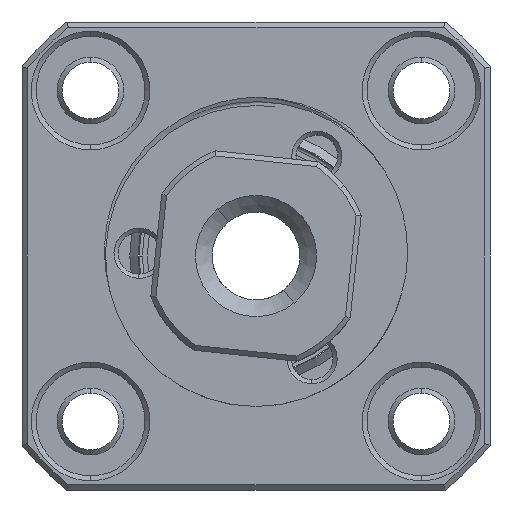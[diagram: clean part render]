
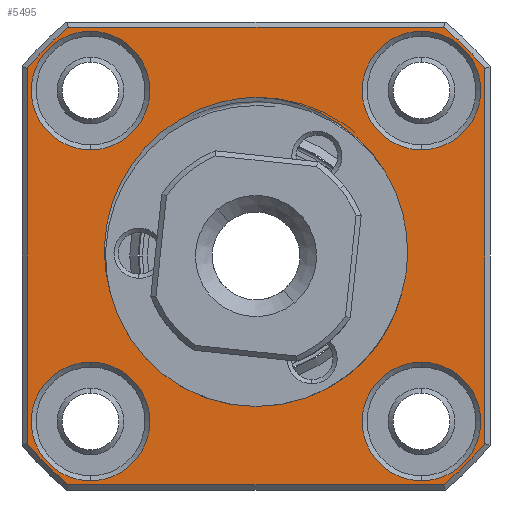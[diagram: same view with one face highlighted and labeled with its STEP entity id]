
A CAD part, left-side view. The second image highlights one B-rep face of the part: STEP entity #5495.
In plain terms, the highlighted planar face has unit normal (-1, 0, 0).
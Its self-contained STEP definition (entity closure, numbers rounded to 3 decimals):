
#3212=CARTESIAN_POINT('',(-0.,-8.754,-2.091));
#3213=VERTEX_POINT('',#3212);
#3224=CARTESIAN_POINT('',(0.,0.,-9.));
#3225=VERTEX_POINT('',#3224);
#3232=CARTESIAN_POINT('',(0.,0.,0.));
#3233=DIRECTION('',(-1.,0.,0.));
#3234=DIRECTION('',(0.,0.,1.));
#3235=AXIS2_PLACEMENT_3D('',#3232,#3233,#3234);
#3236=CIRCLE('',#3235,9.);
#3237=EDGE_CURVE('',#3225,#3213,#3236,.T.);
#3388=CARTESIAN_POINT('',(-0.,8.754,-2.091));
#3389=VERTEX_POINT('',#3388);
#3400=CARTESIAN_POINT('',(0.,0.,0.));
#3401=DIRECTION('',(-1.,0.,0.));
#3402=DIRECTION('',(0.,0.,1.));
#3403=AXIS2_PLACEMENT_3D('',#3400,#3401,#3402);
#3404=CIRCLE('',#3403,9.);
#3405=EDGE_CURVE('',#3389,#3225,#3404,.T.);
#3426=CARTESIAN_POINT('',(0.,-9.899,-13.449));
#3427=VERTEX_POINT('',#3426);
#3434=CARTESIAN_POINT('',(0.,-9.899,-6.349));
#3435=VERTEX_POINT('',#3434);
#3436=CARTESIAN_POINT('',(0.,-9.899,-9.899));
#3437=DIRECTION('',(1.,0.,0.));
#3438=DIRECTION('',(0.,0.,-1.));
#3439=AXIS2_PLACEMENT_3D('',#3436,#3437,#3438);
#3440=CIRCLE('',#3439,3.55);
#3441=EDGE_CURVE('',#3435,#3427,#3440,.T.);
#3500=CARTESIAN_POINT('',(0.,-9.899,6.349));
#3501=VERTEX_POINT('',#3500);
#3508=CARTESIAN_POINT('',(0.,-9.899,13.449));
#3509=VERTEX_POINT('',#3508);
#3510=CARTESIAN_POINT('',(0.,-9.899,9.899));
#3511=DIRECTION('',(1.,0.,0.));
#3512=DIRECTION('',(0.,0.,-1.));
#3513=AXIS2_PLACEMENT_3D('',#3510,#3511,#3512);
#3514=CIRCLE('',#3513,3.55);
#3515=EDGE_CURVE('',#3509,#3501,#3514,.T.);
#3574=CARTESIAN_POINT('',(0.,9.899,6.349));
#3575=VERTEX_POINT('',#3574);
#3582=CARTESIAN_POINT('',(0.,9.899,13.449));
#3583=VERTEX_POINT('',#3582);
#3584=CARTESIAN_POINT('',(0.,9.899,9.899));
#3585=DIRECTION('',(1.,0.,0.));
#3586=DIRECTION('',(0.,0.,-1.));
#3587=AXIS2_PLACEMENT_3D('',#3584,#3585,#3586);
#3588=CIRCLE('',#3587,3.55);
#3589=EDGE_CURVE('',#3583,#3575,#3588,.T.);
#3648=CARTESIAN_POINT('',(0.,9.899,-13.449));
#3649=VERTEX_POINT('',#3648);
#3656=CARTESIAN_POINT('',(0.,9.899,-6.349));
#3657=VERTEX_POINT('',#3656);
#3658=CARTESIAN_POINT('',(0.,9.899,-9.899));
#3659=DIRECTION('',(1.,0.,0.));
#3660=DIRECTION('',(0.,0.,-1.));
#3661=AXIS2_PLACEMENT_3D('',#3658,#3659,#3660);
#3662=CIRCLE('',#3661,3.55);
#3663=EDGE_CURVE('',#3657,#3649,#3662,.T.);
#4917=CARTESIAN_POINT('',(0.,-13.7,11.207));
#4918=VERTEX_POINT('',#4917);
#4927=CARTESIAN_POINT('',(0.,-11.207,13.7));
#4928=VERTEX_POINT('',#4927);
#4936=CARTESIAN_POINT('',(0.,0.,0.));
#4937=DIRECTION('',(-1.,0.,0.));
#4938=DIRECTION('',(0.,0.,-1.));
#4939=AXIS2_PLACEMENT_3D('',#4936,#4937,#4938);
#4940=CIRCLE('',#4939,17.7);
#4941=EDGE_CURVE('',#4918,#4928,#4940,.T.);
#4951=CARTESIAN_POINT('',(0.,11.207,13.7));
#4952=VERTEX_POINT('',#4951);
#4960=CARTESIAN_POINT('',(0.,-11.207,13.7));
#4961=DIRECTION('',(0.,1.,0.));
#4962=VECTOR('',#4961,22.414);
#4963=LINE('',#4960,#4962);
#4964=EDGE_CURVE('',#4928,#4952,#4963,.T.);
#4976=CARTESIAN_POINT('',(0.,13.7,11.207));
#4977=VERTEX_POINT('',#4976);
#4985=CARTESIAN_POINT('',(0.,0.,0.));
#4986=DIRECTION('',(-1.,0.,0.));
#4987=DIRECTION('',(0.,0.,-1.));
#4988=AXIS2_PLACEMENT_3D('',#4985,#4986,#4987);
#4989=CIRCLE('',#4988,17.7);
#4990=EDGE_CURVE('',#4952,#4977,#4989,.T.);
#5002=CARTESIAN_POINT('',(-0.,13.7,-11.207));
#5003=VERTEX_POINT('',#5002);
#5011=CARTESIAN_POINT('',(0.,13.7,11.207));
#5012=DIRECTION('',(0.,0.,-1.));
#5013=VECTOR('',#5012,22.414);
#5014=LINE('',#5011,#5013);
#5015=EDGE_CURVE('',#4977,#5003,#5014,.T.);
#5029=CARTESIAN_POINT('',(-0.,11.207,-13.7));
#5030=VERTEX_POINT('',#5029);
#5038=CARTESIAN_POINT('',(0.,0.,0.));
#5039=DIRECTION('',(-1.,-0.,0.));
#5040=DIRECTION('',(0.,-0.,-1.));
#5041=AXIS2_PLACEMENT_3D('',#5038,#5039,#5040);
#5042=CIRCLE('',#5041,17.7);
#5043=EDGE_CURVE('',#5003,#5030,#5042,.T.);
#5055=CARTESIAN_POINT('',(-0.,-11.207,-13.7));
#5056=VERTEX_POINT('',#5055);
#5064=CARTESIAN_POINT('',(0.,11.207,-13.7));
#5065=DIRECTION('',(0.,-1.,-0.));
#5066=VECTOR('',#5065,22.414);
#5067=LINE('',#5064,#5066);
#5068=EDGE_CURVE('',#5030,#5056,#5067,.T.);
#5080=CARTESIAN_POINT('',(-0.,-13.7,-11.207));
#5081=VERTEX_POINT('',#5080);
#5089=CARTESIAN_POINT('',(0.,0.,0.));
#5090=DIRECTION('',(-1.,0.,0.));
#5091=DIRECTION('',(0.,0.,-1.));
#5092=AXIS2_PLACEMENT_3D('',#5089,#5090,#5091);
#5093=CIRCLE('',#5092,17.7);
#5094=EDGE_CURVE('',#5056,#5081,#5093,.T.);
#5107=CARTESIAN_POINT('',(0.,-13.7,-11.207));
#5108=DIRECTION('',(0.,0.,1.));
#5109=VECTOR('',#5108,22.414);
#5110=LINE('',#5107,#5109);
#5111=EDGE_CURVE('',#5081,#4918,#5110,.T.);
#5178=CARTESIAN_POINT('',(0.,9.899,-9.899));
#5179=DIRECTION('',(1.,0.,0.));
#5180=DIRECTION('',(0.,0.,-1.));
#5181=AXIS2_PLACEMENT_3D('',#5178,#5179,#5180);
#5182=CIRCLE('',#5181,3.55);
#5183=EDGE_CURVE('',#3649,#3657,#5182,.T.);
#5250=CARTESIAN_POINT('',(0.,9.899,9.899));
#5251=DIRECTION('',(1.,0.,0.));
#5252=DIRECTION('',(0.,0.,-1.));
#5253=AXIS2_PLACEMENT_3D('',#5250,#5251,#5252);
#5254=CIRCLE('',#5253,3.55);
#5255=EDGE_CURVE('',#3575,#3583,#5254,.T.);
#5322=CARTESIAN_POINT('',(0.,-9.899,9.899));
#5323=DIRECTION('',(1.,0.,0.));
#5324=DIRECTION('',(0.,0.,-1.));
#5325=AXIS2_PLACEMENT_3D('',#5322,#5323,#5324);
#5326=CIRCLE('',#5325,3.55);
#5327=EDGE_CURVE('',#3501,#3509,#5326,.T.);
#5394=CARTESIAN_POINT('',(0.,-9.899,-9.899));
#5395=DIRECTION('',(1.,0.,0.));
#5396=DIRECTION('',(0.,0.,-1.));
#5397=AXIS2_PLACEMENT_3D('',#5394,#5395,#5396);
#5398=CIRCLE('',#5397,3.55);
#5399=EDGE_CURVE('',#3427,#3435,#5398,.T.);
#5404=CARTESIAN_POINT('',(0.,9.,0.));
#5405=DIRECTION('',(1.,0.,0.));
#5406=DIRECTION('',(0.,0.,-1.));
#5407=AXIS2_PLACEMENT_3D('',#5404,#5405,#5406);
#5408=PLANE('',#5407);
#5409=ORIENTED_EDGE('',*,*,#3441,.T.);
#5410=ORIENTED_EDGE('',*,*,#5399,.T.);
#5411=EDGE_LOOP('',(#5409,#5410));
#5412=FACE_BOUND('',#5411,.T.);
#5413=ORIENTED_EDGE('',*,*,#3515,.T.);
#5414=ORIENTED_EDGE('',*,*,#5327,.T.);
#5415=EDGE_LOOP('',(#5413,#5414));
#5416=FACE_BOUND('',#5415,.T.);
#5417=ORIENTED_EDGE('',*,*,#3589,.T.);
#5418=ORIENTED_EDGE('',*,*,#5255,.T.);
#5419=EDGE_LOOP('',(#5417,#5418));
#5420=FACE_BOUND('',#5419,.T.);
#5421=ORIENTED_EDGE('',*,*,#3663,.T.);
#5422=ORIENTED_EDGE('',*,*,#5183,.T.);
#5423=EDGE_LOOP('',(#5421,#5422));
#5424=FACE_BOUND('',#5423,.T.);
#5425=ORIENTED_EDGE('',*,*,#5111,.T.);
#5426=ORIENTED_EDGE('',*,*,#4941,.T.);
#5427=ORIENTED_EDGE('',*,*,#4964,.T.);
#5428=ORIENTED_EDGE('',*,*,#4990,.T.);
#5429=ORIENTED_EDGE('',*,*,#5015,.T.);
#5430=ORIENTED_EDGE('',*,*,#5043,.T.);
#5431=ORIENTED_EDGE('',*,*,#5068,.T.);
#5432=ORIENTED_EDGE('',*,*,#5094,.T.);
#5433=EDGE_LOOP('',(#5425,#5426,#5427,#5428,#5429,#5430,#5431,#5432));
#5434=FACE_BOUND('',#5433,.T.);
#5435=ORIENTED_EDGE('',*,*,#3405,.F.);
#5436=CARTESIAN_POINT('',(-0.,0.,9.5));
#5437=VERTEX_POINT('',#5436);
#5438=CARTESIAN_POINT('',(0.,8.754,-2.091));
#5439=CARTESIAN_POINT('',(0.,8.845,-1.756));
#5440=CARTESIAN_POINT('',(-0.,8.917,-1.416));
#5441=CARTESIAN_POINT('',(-0.,9.022,-0.723));
#5442=CARTESIAN_POINT('',(-0.,9.054,-0.373));
#5443=CARTESIAN_POINT('',(-0.,9.09,0.668));
#5444=CARTESIAN_POINT('',(0.,9.035,1.359));
#5445=CARTESIAN_POINT('',(0.,8.763,2.736));
#5446=CARTESIAN_POINT('',(-0.,8.549,3.399));
#5447=CARTESIAN_POINT('',(-0.,7.976,4.663));
#5448=CARTESIAN_POINT('',(0.,7.611,5.271));
#5449=CARTESIAN_POINT('',(0.,6.769,6.375));
#5450=CARTESIAN_POINT('',(0.,6.289,6.878));
#5451=CARTESIAN_POINT('',(0.,5.212,7.778));
#5452=CARTESIAN_POINT('',(0.,4.633,8.16));
#5453=CARTESIAN_POINT('',(0.,3.397,8.793));
#5454=CARTESIAN_POINT('',(-0.,2.734,9.043));
#5455=CARTESIAN_POINT('',(-0.,1.389,9.385));
#5456=CARTESIAN_POINT('',(-0.,0.702,9.482));
#5457=CARTESIAN_POINT('',(-0.,0.,9.5));
#5458=B_SPLINE_CURVE_WITH_KNOTS('',3,(#5438,#5439,#5440,#5441,#5442,#5443,#5444,#5445,#5446,#5447,#5448,#5449,#5450,#5451,#5452,#5453,#5454,#5455,#5456,#5457),.UNSPECIFIED.,.F.,.F.,(4,2,2,2,2,2,2,2,2,4),(0.007,0.008,0.009,0.011,0.013,0.015,0.017,0.019,0.021,0.023),.UNSPECIFIED.);
#5459=EDGE_CURVE('',#3389,#5437,#5458,.T.);
#5460=ORIENTED_EDGE('',*,*,#5459,.T.);
#5461=CARTESIAN_POINT('',(-0.,0.,9.5));
#5462=CARTESIAN_POINT('',(-0.,-0.351,9.491));
#5463=CARTESIAN_POINT('',(0.,-0.7,9.462));
#5464=CARTESIAN_POINT('',(0.,-1.392,9.365));
#5465=CARTESIAN_POINT('',(-0.,-1.738,9.297));
#5466=CARTESIAN_POINT('',(-0.,-2.754,9.037));
#5467=CARTESIAN_POINT('',(-0.,-3.401,8.791));
#5468=CARTESIAN_POINT('',(-0.,-4.329,8.315));
#5469=CARTESIAN_POINT('',(-0.,-4.633,8.138));
#5470=CARTESIAN_POINT('',(-0.,-5.215,7.751));
#5471=CARTESIAN_POINT('',(-0.,-5.494,7.543));
#5472=CARTESIAN_POINT('',(-0.,-6.025,7.098));
#5473=CARTESIAN_POINT('',(-0.,-6.278,6.861));
#5474=CARTESIAN_POINT('',(-0.,-6.758,6.359));
#5475=CARTESIAN_POINT('',(-0.,-6.986,6.092));
#5476=CARTESIAN_POINT('',(-0.,-7.621,5.256));
#5477=CARTESIAN_POINT('',(0.,-7.977,4.662));
#5478=CARTESIAN_POINT('',(0.,-8.407,3.713));
#5479=CARTESIAN_POINT('',(-0.,-8.533,3.385));
#5480=CARTESIAN_POINT('',(-0.,-8.747,2.718));
#5481=CARTESIAN_POINT('',(0.,-8.833,2.381));
#5482=CARTESIAN_POINT('',(0.,-8.967,1.702));
#5483=CARTESIAN_POINT('',(0.,-9.015,1.359));
#5484=CARTESIAN_POINT('',(0.,-9.07,0.666));
#5485=CARTESIAN_POINT('',(-0.,-9.078,0.315));
#5486=CARTESIAN_POINT('',(-0.,-9.041,-0.735));
#5487=CARTESIAN_POINT('',(-0.,-8.936,-1.42));
#5488=CARTESIAN_POINT('',(-0.,-8.754,-2.091));
#5489=B_SPLINE_CURVE_WITH_KNOTS('',3,(#5461,#5462,#5463,#5464,#5465,#5466,#5467,#5468,#5469,#5470,#5471,#5472,#5473,#5474,#5475,#5476,#5477,#5478,#5479,#5480,#5481,#5482,#5483,#5484,#5485,#5486,
#5487,#5488),.UNSPECIFIED.,.F.,.F.,(4,2,2,2,2,2,2,2,2,2,2,2,2,4),(0.,0.001,0.002,0.004,0.005,0.006,0.007,0.008,0.01,0.012,0.013,0.014,0.015,0.017),.UNSPECIFIED.);
#5490=EDGE_CURVE('',#5437,#3213,#5489,.T.);
#5491=ORIENTED_EDGE('',*,*,#5490,.T.);
#5492=ORIENTED_EDGE('',*,*,#3237,.F.);
#5493=EDGE_LOOP('',(#5435,#5460,#5491,#5492));
#5494=FACE_BOUND('',#5493,.T.);
#5495=ADVANCED_FACE('NONE',(#5412,#5416,#5420,#5424,#5434,#5494),#5408,.F.);
